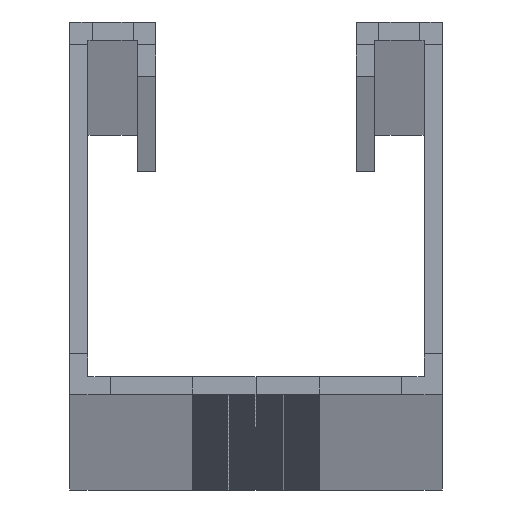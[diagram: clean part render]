
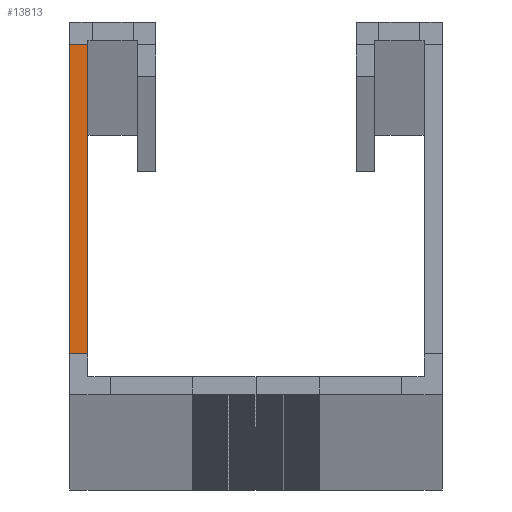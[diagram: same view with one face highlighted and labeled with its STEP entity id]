
A CAD part, top view. The second image highlights one B-rep face of the part: STEP entity #13813.
In plain terms, the highlighted planar face has unit normal (0, 0, 1).
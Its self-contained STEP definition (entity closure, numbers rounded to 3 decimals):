
#662 = FACE_OUTER_BOUND ( 'NONE', #7274, .T. ) ;
#720 = DIRECTION ( 'NONE',  ( 0., -1., 0. ) ) ;
#2277 = AXIS2_PLACEMENT_3D ( 'NONE', #16749, #6385, #13352 ) ;
#3151 = CARTESIAN_POINT ( 'NONE',  ( -20.5, 38.5, 6000. ) ) ;
#3348 = VECTOR ( 'NONE', #12917, 1000. ) ;
#3708 = CARTESIAN_POINT ( 'NONE',  ( -20.5, 4.5, 6000. ) ) ;
#5764 = CARTESIAN_POINT ( 'NONE',  ( -20.5, 4.5, 6000. ) ) ;
#5773 = LINE ( 'NONE', #21362, #3348 ) ;
#6385 = DIRECTION ( 'NONE',  ( 0., 0., 1. ) ) ;
#7274 = EDGE_LOOP ( 'NONE', ( #22118, #22142, #21382, #20375 ) ) ;
#7517 = DIRECTION ( 'NONE',  ( 0., -1., 0. ) ) ;
#7604 = CARTESIAN_POINT ( 'NONE',  ( -18.5, 38.5, 6000. ) ) ;
#7996 = VECTOR ( 'NONE', #22158, 1000. ) ;
#9114 = EDGE_CURVE ( 'NONE', #19462, #18937, #16512, .T. ) ;
#9703 = PLANE ( 'NONE',  #2277 ) ;
#10082 = CARTESIAN_POINT ( 'NONE',  ( -20.5, 4.5, 6000. ) ) ;
#10388 = VERTEX_POINT ( 'NONE', #14039 ) ;
#11038 = CARTESIAN_POINT ( 'NONE',  ( -18.5, 4.5, 6000. ) ) ;
#11193 = LINE ( 'NONE', #10082, #7996 ) ;
#12530 = EDGE_CURVE ( 'NONE', #13578, #10388, #21664, .T. ) ;
#12917 = DIRECTION ( 'NONE',  ( -1., 0., 0. ) ) ;
#13352 = DIRECTION ( 'NONE',  ( 1., 0., 0. ) ) ;
#13409 = EDGE_CURVE ( 'NONE', #18937, #10388, #11193, .T. ) ;
#13578 = VERTEX_POINT ( 'NONE', #7604 ) ;
#13813 = ADVANCED_FACE ( 'NONE', ( #662 ), #9703, .T. ) ;
#14039 = CARTESIAN_POINT ( 'NONE',  ( -18.5, 4.5, 6000. ) ) ;
#16512 = LINE ( 'NONE', #5764, #20538 ) ;
#16749 = CARTESIAN_POINT ( 'NONE',  ( -16., 2., 6000. ) ) ;
#17096 = VECTOR ( 'NONE', #720, 1000. ) ;
#17111 = EDGE_CURVE ( 'NONE', #13578, #19462, #5773, .T. ) ;
#18937 = VERTEX_POINT ( 'NONE', #3708 ) ;
#19462 = VERTEX_POINT ( 'NONE', #3151 ) ;
#20375 = ORIENTED_EDGE ( 'NONE', *, *, #17111, .T. ) ;
#20538 = VECTOR ( 'NONE', #7517, 1000. ) ;
#21362 = CARTESIAN_POINT ( 'NONE',  ( -18.5, 38.5, 6000. ) ) ;
#21382 = ORIENTED_EDGE ( 'NONE', *, *, #12530, .F. ) ;
#21664 = LINE ( 'NONE', #11038, #17096 ) ;
#22118 = ORIENTED_EDGE ( 'NONE', *, *, #9114, .T. ) ;
#22142 = ORIENTED_EDGE ( 'NONE', *, *, #13409, .T. ) ;
#22158 = DIRECTION ( 'NONE',  ( 1., 0., 0. ) ) ;
